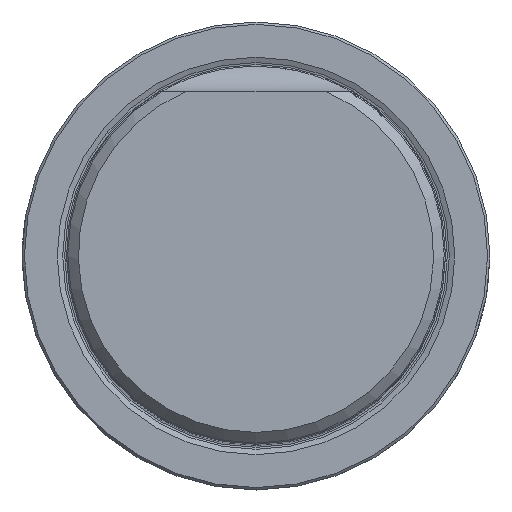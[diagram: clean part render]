
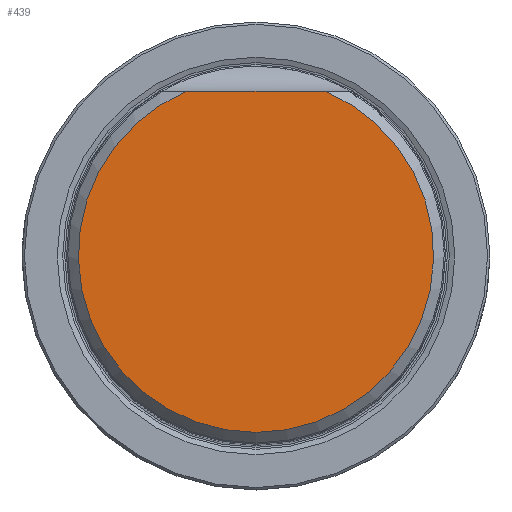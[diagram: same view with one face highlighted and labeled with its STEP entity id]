
A CAD part, top view. The second image highlights one B-rep face of the part: STEP entity #439.
In plain terms, the highlighted planar face has unit normal (0, 0, 1).
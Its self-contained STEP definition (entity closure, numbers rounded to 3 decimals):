
#325=PLANE('',#4539);
#439=ADVANCED_FACE('CU_SU_1',(#737),#325,.F.);
#737=FACE_OUTER_BOUND('',#970,.T.);
#970=EDGE_LOOP('',(#2155,#2156));
#1239=CIRCLE('',#4538,14.996);
#1535=LINE('',#6917,#1758);
#1758=VECTOR('',#5162,1.);
#2155=ORIENTED_EDGE('',*,*,#3747,.F.);
#2156=ORIENTED_EDGE('',*,*,#3748,.F.);
#3312=VERTEX_POINT('',#6915);
#3313=VERTEX_POINT('',#6916);
#3747=EDGE_CURVE('',#3312,#3313,#1239,.T.);
#3748=EDGE_CURVE('',#3313,#3312,#1535,.T.);
#4538=AXIS2_PLACEMENT_3D('',#6914,#5160,#5161);
#4539=AXIS2_PLACEMENT_3D('',#6918,#5163,#5164);
#5160=DIRECTION('',(0.,0.,-1.));
#5161=DIRECTION('',(0.,-1.,0.));
#5162=DIRECTION('',(1.,0.,0.));
#5163=DIRECTION('',(0.,0.,-1.));
#5164=DIRECTION('',(0.,-1.,0.));
#6914=CARTESIAN_POINT('',(0.,0.,60.));
#6915=CARTESIAN_POINT('',(5.859,13.804,60.));
#6916=CARTESIAN_POINT('',(-5.859,13.804,60.));
#6917=CARTESIAN_POINT('',(-15.996,13.804,60.));
#6918=CARTESIAN_POINT('',(0.,0.,60.));
